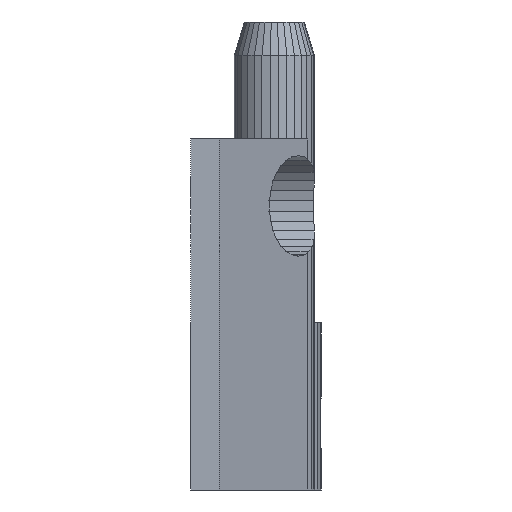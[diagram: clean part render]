
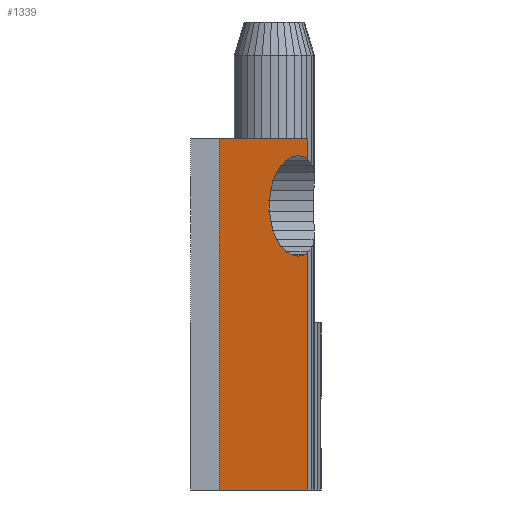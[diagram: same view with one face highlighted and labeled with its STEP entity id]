
A CAD part, front view. The second image highlights one B-rep face of the part: STEP entity #1339.
In plain terms, the highlighted planar face has unit normal (0.866, -0.5, 0).
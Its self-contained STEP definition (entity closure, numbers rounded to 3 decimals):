
#304 = VERTEX_POINT('',#305);
#305 = CARTESIAN_POINT('',(-3.304,-10.7,0.));
#313 = VERTEX_POINT('',#314);
#314 = CARTESIAN_POINT('',(-3.304,-10.7,21.));
#320 = EDGE_CURVE('',#304,#313,#321,.T.);
#321 = LINE('',#322,#323);
#322 = CARTESIAN_POINT('',(-3.304,-10.7,-0.5));
#323 = VECTOR('',#324,1.);
#324 = DIRECTION('',(0.,0.,1.));
#344 = EDGE_CURVE('',#345,#313,#347,.T.);
#345 = VERTEX_POINT('',#346);
#346 = CARTESIAN_POINT('',(2.,-1.513,21.));
#347 = LINE('',#348,#349);
#348 = CARTESIAN_POINT('',(-5.479,-14.467,21.));
#349 = VECTOR('',#350,1.);
#350 = DIRECTION('',(-0.5,-0.866,0.));
#480 = EDGE_CURVE('',#481,#304,#483,.T.);
#481 = VERTEX_POINT('',#482);
#482 = CARTESIAN_POINT('',(2.,-1.513,0.));
#483 = LINE('',#484,#485);
#484 = CARTESIAN_POINT('',(-5.479,-14.467,0.));
#485 = VECTOR('',#486,1.);
#486 = DIRECTION('',(-0.5,-0.866,0.));
#1339 = ADVANCED_FACE('',(#1340),#1511,.F.);
#1340 = FACE_BOUND('',#1341,.F.);
#1341 = EDGE_LOOP('',(#1342,#1352,#1360,#1366,#1367,#1368,#1369,#1377,
    #1385,#1393,#1401,#1409,#1417,#1425,#1433,#1441,#1449,#1457,#1465,
    #1473,#1481,#1489,#1497,#1505));
#1342 = ORIENTED_EDGE('',*,*,#1343,.F.);
#1343 = EDGE_CURVE('',#1344,#1346,#1348,.T.);
#1344 = VERTEX_POINT('',#1345);
#1345 = CARTESIAN_POINT('',(1.79,-1.876,
    14.066));
#1346 = VERTEX_POINT('',#1347);
#1347 = CARTESIAN_POINT('',(1.43,-2.5,14.));
#1348 = LINE('',#1349,#1350);
#1349 = CARTESIAN_POINT('',(-3.566,-11.154,
    13.09));
#1350 = VECTOR('',#1351,1.);
#1351 = DIRECTION('',(-0.498,-0.862,
    -0.091));
#1352 = ORIENTED_EDGE('',*,*,#1353,.F.);
#1353 = EDGE_CURVE('',#1354,#1344,#1356,.T.);
#1354 = VERTEX_POINT('',#1355);
#1355 = CARTESIAN_POINT('',(2.,-1.513,14.184));
#1356 = LINE('',#1357,#1358);
#1357 = CARTESIAN_POINT('',(-3.752,-11.476,
    10.946));
#1358 = VECTOR('',#1359,1.);
#1359 = DIRECTION('',(-0.481,-0.834,-0.271));
#1360 = ORIENTED_EDGE('',*,*,#1361,.F.);
#1361 = EDGE_CURVE('',#481,#1354,#1362,.T.);
#1362 = LINE('',#1363,#1364);
#1363 = CARTESIAN_POINT('',(2.,-1.513,-0.5));
#1364 = VECTOR('',#1365,1.);
#1365 = DIRECTION('',(0.,0.,1.));
#1366 = ORIENTED_EDGE('',*,*,#480,.T.);
#1367 = ORIENTED_EDGE('',*,*,#320,.T.);
#1368 = ORIENTED_EDGE('',*,*,#344,.F.);
#1369 = ORIENTED_EDGE('',*,*,#1370,.F.);
#1370 = EDGE_CURVE('',#1371,#345,#1373,.T.);
#1371 = VERTEX_POINT('',#1372);
#1372 = CARTESIAN_POINT('',(2.,-1.513,19.816));
#1373 = LINE('',#1374,#1375);
#1374 = CARTESIAN_POINT('',(2.,-1.513,-0.5));
#1375 = VECTOR('',#1376,1.);
#1376 = DIRECTION('',(0.,0.,1.));
#1377 = ORIENTED_EDGE('',*,*,#1378,.F.);
#1378 = EDGE_CURVE('',#1379,#1371,#1381,.T.);
#1379 = VERTEX_POINT('',#1380);
#1380 = CARTESIAN_POINT('',(1.79,-1.876,
    19.934));
#1381 = LINE('',#1382,#1383);
#1382 = CARTESIAN_POINT('',(-1.273,-7.182,
    21.658));
#1383 = VECTOR('',#1384,1.);
#1384 = DIRECTION('',(0.481,0.834,-0.271));
#1385 = ORIENTED_EDGE('',*,*,#1386,.F.);
#1386 = EDGE_CURVE('',#1387,#1379,#1389,.T.);
#1387 = VERTEX_POINT('',#1388);
#1388 = CARTESIAN_POINT('',(1.43,-2.5,20.));
#1389 = LINE('',#1390,#1391);
#1390 = CARTESIAN_POINT('',(-2.618,-9.512,
    20.737));
#1391 = VECTOR('',#1392,1.);
#1392 = DIRECTION('',(0.498,0.862,-0.091)
  );
#1393 = ORIENTED_EDGE('',*,*,#1394,.F.);
#1394 = EDGE_CURVE('',#1395,#1387,#1397,.T.);
#1395 = VERTEX_POINT('',#1396);
#1396 = CARTESIAN_POINT('',(1.07,-3.124,
    19.934));
#1397 = LINE('',#1398,#1399);
#1398 = CARTESIAN_POINT('',(-3.702,-11.388,
    19.066));
#1399 = VECTOR('',#1400,1.);
#1400 = DIRECTION('',(0.498,0.862,0.091)
  );
#1401 = ORIENTED_EDGE('',*,*,#1402,.F.);
#1402 = EDGE_CURVE('',#1403,#1395,#1405,.T.);
#1403 = VERTEX_POINT('',#1404);
#1404 = CARTESIAN_POINT('',(0.726,-3.72,
    19.741));
#1405 = LINE('',#1406,#1407);
#1406 = CARTESIAN_POINT('',(-4.438,-12.664,
    16.835));
#1407 = VECTOR('',#1408,1.);
#1408 = DIRECTION('',(0.481,0.834,0.271));
#1409 = ORIENTED_EDGE('',*,*,#1410,.F.);
#1410 = EDGE_CURVE('',#1411,#1403,#1413,.T.);
#1411 = VERTEX_POINT('',#1412);
#1412 = CARTESIAN_POINT('',(0.412,-4.263,
    19.427));
#1413 = LINE('',#1414,#1415);
#1414 = CARTESIAN_POINT('',(-4.753,-13.21,
    14.262));
#1415 = VECTOR('',#1416,1.);
#1416 = DIRECTION('',(0.447,0.775,0.447));
#1417 = ORIENTED_EDGE('',*,*,#1418,.F.);
#1418 = EDGE_CURVE('',#1419,#1411,#1421,.T.);
#1419 = VERTEX_POINT('',#1420);
#1420 = CARTESIAN_POINT('',(0.143,-4.729,
    19.007));
#1421 = LINE('',#1422,#1423);
#1422 = CARTESIAN_POINT('',(-4.589,-12.926,
    11.627));
#1423 = VECTOR('',#1424,1.);
#1424 = DIRECTION('',(0.394,0.683,0.615));
#1425 = ORIENTED_EDGE('',*,*,#1426,.F.);
#1426 = EDGE_CURVE('',#1427,#1419,#1429,.T.);
#1427 = VERTEX_POINT('',#1428);
#1428 = CARTESIAN_POINT('',(-0.07,-5.098,18.5));
#1429 = LINE('',#1430,#1431);
#1430 = CARTESIAN_POINT('',(-3.928,-11.78,
    9.303));
#1431 = VECTOR('',#1432,1.);
#1432 = DIRECTION('',(0.321,0.557,0.766));
#1433 = ORIENTED_EDGE('',*,*,#1434,.F.);
#1434 = EDGE_CURVE('',#1435,#1427,#1437,.T.);
#1435 = VERTEX_POINT('',#1436);
#1436 = CARTESIAN_POINT('',(-0.217,-5.353,
    17.927));
#1437 = LINE('',#1438,#1439);
#1438 = CARTESIAN_POINT('',(-2.838,-9.893,
    7.731));
#1439 = VECTOR('',#1440,1.);
#1440 = DIRECTION('',(0.229,0.396,0.889));
#1441 = ORIENTED_EDGE('',*,*,#1442,.F.);
#1442 = EDGE_CURVE('',#1443,#1435,#1445,.T.);
#1443 = VERTEX_POINT('',#1444);
#1444 = CARTESIAN_POINT('',(-0.292,-5.484,
    17.314));
#1445 = LINE('',#1446,#1447);
#1446 = CARTESIAN_POINT('',(-1.521,-7.611,
    7.304));
#1447 = VECTOR('',#1448,1.);
#1448 = DIRECTION('',(0.119,0.206,0.971));
#1449 = ORIENTED_EDGE('',*,*,#1450,.F.);
#1450 = EDGE_CURVE('',#1451,#1443,#1453,.T.);
#1451 = VERTEX_POINT('',#1452);
#1452 = CARTESIAN_POINT('',(-0.292,-5.484,
    16.686));
#1453 = LINE('',#1454,#1455);
#1454 = CARTESIAN_POINT('',(-0.292,-5.484,
    8.157));
#1455 = VECTOR('',#1456,1.);
#1456 = DIRECTION('',(0.,0.,1.));
#1457 = ORIENTED_EDGE('',*,*,#1458,.F.);
#1458 = EDGE_CURVE('',#1459,#1451,#1461,.T.);
#1459 = VERTEX_POINT('',#1460);
#1460 = CARTESIAN_POINT('',(-0.217,-5.353,
    16.073));
#1461 = LINE('',#1462,#1463);
#1462 = CARTESIAN_POINT('',(0.525,-4.067,
    10.022));
#1463 = VECTOR('',#1464,1.);
#1464 = DIRECTION('',(-0.119,-0.206,0.971));
#1465 = ORIENTED_EDGE('',*,*,#1466,.F.);
#1466 = EDGE_CURVE('',#1467,#1459,#1469,.T.);
#1467 = VERTEX_POINT('',#1468);
#1468 = CARTESIAN_POINT('',(-0.07,-5.098,15.5));
#1469 = LINE('',#1470,#1471);
#1470 = CARTESIAN_POINT('',(0.752,-3.675,
    12.303));
#1471 = VECTOR('',#1472,1.);
#1472 = DIRECTION('',(-0.229,-0.396,0.889));
#1473 = ORIENTED_EDGE('',*,*,#1474,.F.);
#1474 = EDGE_CURVE('',#1475,#1467,#1477,.T.);
#1475 = VERTEX_POINT('',#1476);
#1476 = CARTESIAN_POINT('',(0.143,-4.729,
    14.993));
#1477 = LINE('',#1478,#1479);
#1478 = CARTESIAN_POINT('',(0.408,-4.27,
    14.36));
#1479 = VECTOR('',#1480,1.);
#1480 = DIRECTION('',(-0.321,-0.557,0.766));
#1481 = ORIENTED_EDGE('',*,*,#1482,.F.);
#1482 = EDGE_CURVE('',#1483,#1475,#1485,.T.);
#1483 = VERTEX_POINT('',#1484);
#1484 = CARTESIAN_POINT('',(0.412,-4.263,
    14.573));
#1485 = LINE('',#1486,#1487);
#1486 = CARTESIAN_POINT('',(-0.339,-5.563,
    15.744));
#1487 = VECTOR('',#1488,1.);
#1488 = DIRECTION('',(-0.394,-0.683,0.615));
#1489 = ORIENTED_EDGE('',*,*,#1490,.F.);
#1490 = EDGE_CURVE('',#1491,#1483,#1493,.T.);
#1491 = VERTEX_POINT('',#1492);
#1492 = CARTESIAN_POINT('',(0.726,-3.72,
    14.259));
#1493 = LINE('',#1494,#1495);
#1494 = CARTESIAN_POINT('',(-1.279,-7.192,
    16.264));
#1495 = VECTOR('',#1496,1.);
#1496 = DIRECTION('',(-0.447,-0.775,0.447));
#1497 = ORIENTED_EDGE('',*,*,#1498,.F.);
#1498 = EDGE_CURVE('',#1499,#1491,#1501,.T.);
#1499 = VERTEX_POINT('',#1500);
#1500 = CARTESIAN_POINT('',(1.07,-3.124,
    14.066));
#1501 = LINE('',#1502,#1503);
#1502 = CARTESIAN_POINT('',(-2.223,-8.828,
    15.919));
#1503 = VECTOR('',#1504,1.);
#1504 = DIRECTION('',(-0.481,-0.834,0.271));
#1505 = ORIENTED_EDGE('',*,*,#1506,.F.);
#1506 = EDGE_CURVE('',#1346,#1499,#1507,.T.);
#1507 = LINE('',#1508,#1509);
#1508 = CARTESIAN_POINT('',(-3.025,-10.216,
    14.811));
#1509 = VECTOR('',#1510,1.);
#1510 = DIRECTION('',(-0.498,-0.862,0.091
    ));
#1511 = PLANE('',#1512);
#1512 = AXIS2_PLACEMENT_3D('',#1513,#1514,#1515);
#1513 = CARTESIAN_POINT('',(-7.23,-17.5,-1.));
#1514 = DIRECTION('',(-0.866,0.5,0.));
#1515 = DIRECTION('',(0.,0.,1.));
